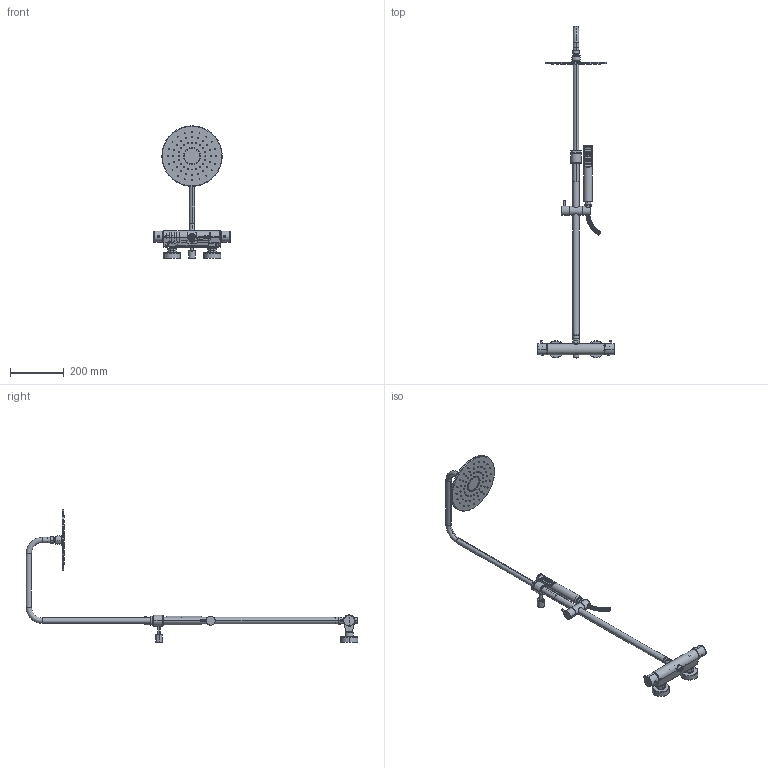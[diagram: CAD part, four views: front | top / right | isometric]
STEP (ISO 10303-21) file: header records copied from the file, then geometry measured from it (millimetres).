
FILE_DESCRIPTION((''),'2;1');
FILE_NAME('ZCOL633LIQCR','2021-11-11T13:29:43',('ut3'),('PAFFONI SpA'),'CREO PARAMETRIC BY PTC INC, 2020044','CREO PARAMETRIC BY PTC INC, 2020044','');
FILE_SCHEMA(('CONFIG_CONTROL_DESIGN','SHAPE_APPEARANCE_LAYERS_GROUPS'));
Products named in the file (1): ZCOL633LIQCR
Bounding box: 287.75 x 1236 x 492.5 mm (x, y, z)
Volume: 880577.8 mm3; surface area: 550152.1 mm2
Topology: 11 solids, 11 shells, 3782 faces, 10063 edges, 6356 vertices
Faces by surface type: plane 2069, cylinder 815, bspline 399, cone 383, torus 94, sphere 22
Entity records: 230667 total; most frequent: CARTESIAN_POINT 112783, ORIENTED_EDGE 19998, DIRECTION 15025, EDGE_CURVE 9999, VERTEX_POINT 6356, AXIS2_PLACEMENT_3D 5724, EDGE_LOOP 4755, FILL_AREA_STYLE_COLOUR 4511
